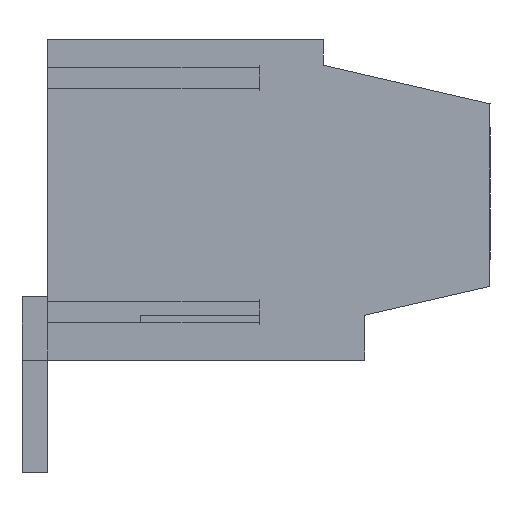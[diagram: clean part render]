
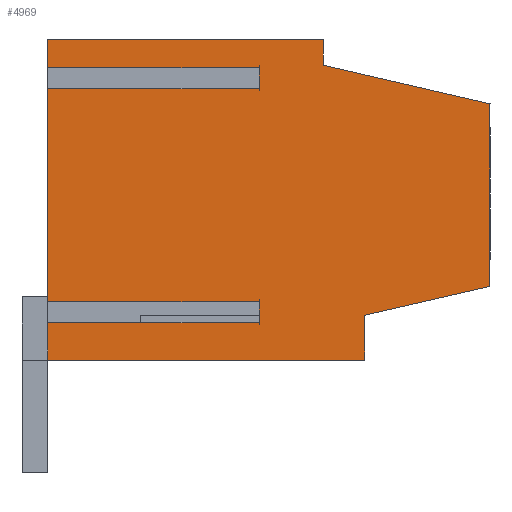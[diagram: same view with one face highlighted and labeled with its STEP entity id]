
A CAD part, left-side view. The second image highlights one B-rep face of the part: STEP entity #4969.
In plain terms, the highlighted planar face has unit normal (-1, 0, 0).
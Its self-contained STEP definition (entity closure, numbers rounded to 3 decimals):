
#4906=AXIS2_PLACEMENT_3D('Plane Axis2P3D',#4903,#4904,#4905) ;
#3964=CARTESIAN_POINT('Vertex',(0.,13.8,3.5)) ;
#3967=CARTESIAN_POINT('Line Origine',(0.,13.8,4.088)) ;
#3971=CARTESIAN_POINT('Vertex',(0.,13.8,4.675)) ;
#3992=CARTESIAN_POINT('Vertex',(0.,13.8,5.325)) ;
#3995=CARTESIAN_POINT('Line Origine',(0.,13.8,8.65)) ;
#3999=CARTESIAN_POINT('Vertex',(0.,13.8,11.975)) ;
#4020=CARTESIAN_POINT('Vertex',(0.,13.8,12.625)) ;
#4023=CARTESIAN_POINT('Line Origine',(0.,13.8,13.062)) ;
#4027=CARTESIAN_POINT('Vertex',(0.,13.8,13.5)) ;
#4456=CARTESIAN_POINT('Line Origine',(0.,9.5,13.5)) ;
#4460=CARTESIAN_POINT('Vertex',(0.,5.2,13.5)) ;
#4549=CARTESIAN_POINT('Line Origine',(0.,5.2,13.1)) ;
#4553=CARTESIAN_POINT('Vertex',(0.,5.2,12.7)) ;
#4574=CARTESIAN_POINT('Line Origine',(0.,2.6,12.1)) ;
#4578=CARTESIAN_POINT('Vertex',(0.,0.,11.499)) ;
#4599=CARTESIAN_POINT('Line Origine',(0.,0.,8.65)) ;
#4603=CARTESIAN_POINT('Vertex',(0.,0.,5.8)) ;
#4660=CARTESIAN_POINT('Line Origine',(0.,1.95,5.35)) ;
#4664=CARTESIAN_POINT('Vertex',(0.,3.9,4.9)) ;
#4795=CARTESIAN_POINT('Vertex',(0.,3.9,3.5)) ;
#4798=CARTESIAN_POINT('Line Origine',(0.,8.85,3.5)) ;
#4903=CARTESIAN_POINT('Axis2P3D Location',(0.,14.6,0.)) ;
#4908=CARTESIAN_POINT('Line Origine',(0.,10.5,5.325)) ;
#4912=CARTESIAN_POINT('Vertex',(0.,7.2,5.325)) ;
#4915=CARTESIAN_POINT('Line Origine',(0.,7.2,5.)) ;
#4919=CARTESIAN_POINT('Vertex',(0.,7.2,4.675)) ;
#4922=CARTESIAN_POINT('Line Origine',(0.,10.5,4.675)) ;
#4927=CARTESIAN_POINT('Line Origine',(0.,3.9,4.2)) ;
#4932=CARTESIAN_POINT('Line Origine',(0.,10.5,12.625)) ;
#4936=CARTESIAN_POINT('Vertex',(0.,7.2,12.625)) ;
#4939=CARTESIAN_POINT('Line Origine',(0.,7.2,12.3)) ;
#4943=CARTESIAN_POINT('Vertex',(0.,7.2,11.975)) ;
#4946=CARTESIAN_POINT('Line Origine',(0.,10.5,11.975)) ;
#3968=DIRECTION('Vector Direction',(0.,0.,-1.)) ;
#3996=DIRECTION('Vector Direction',(0.,0.,-1.)) ;
#4024=DIRECTION('Vector Direction',(0.,0.,-1.)) ;
#4457=DIRECTION('Vector Direction',(0.,1.,0.)) ;
#4550=DIRECTION('Vector Direction',(0.,0.,1.)) ;
#4575=DIRECTION('Vector Direction',(0.,0.974,0.225)) ;
#4600=DIRECTION('Vector Direction',(0.,0.,1.)) ;
#4661=DIRECTION('Vector Direction',(0.,-0.974,0.225)) ;
#4799=DIRECTION('Vector Direction',(0.,-1.,0.)) ;
#4904=DIRECTION('Axis2P3D Direction',(-1.,0.,0.)) ;
#4905=DIRECTION('Axis2P3D XDirection',(0.,-1.,0.)) ;
#4909=DIRECTION('Vector Direction',(0.,-1.,0.)) ;
#4916=DIRECTION('Vector Direction',(0.,0.,-1.)) ;
#4923=DIRECTION('Vector Direction',(0.,-1.,0.)) ;
#4928=DIRECTION('Vector Direction',(0.,0.,1.)) ;
#4933=DIRECTION('Vector Direction',(0.,-1.,0.)) ;
#4940=DIRECTION('Vector Direction',(0.,0.,-1.)) ;
#4947=DIRECTION('Vector Direction',(0.,-1.,0.)) ;
#3969=VECTOR('Line Direction',#3968,1.) ;
#3997=VECTOR('Line Direction',#3996,1.) ;
#4025=VECTOR('Line Direction',#4024,1.) ;
#4458=VECTOR('Line Direction',#4457,1.) ;
#4551=VECTOR('Line Direction',#4550,1.) ;
#4576=VECTOR('Line Direction',#4575,1.) ;
#4601=VECTOR('Line Direction',#4600,1.) ;
#4662=VECTOR('Line Direction',#4661,1.) ;
#4800=VECTOR('Line Direction',#4799,1.) ;
#4910=VECTOR('Line Direction',#4909,1.) ;
#4917=VECTOR('Line Direction',#4916,1.) ;
#4924=VECTOR('Line Direction',#4923,1.) ;
#4929=VECTOR('Line Direction',#4928,1.) ;
#4934=VECTOR('Line Direction',#4933,1.) ;
#4941=VECTOR('Line Direction',#4940,1.) ;
#4948=VECTOR('Line Direction',#4947,1.) ;
#4952=ORIENTED_EDGE('',*,*,#4001,.T.) ;
#4953=ORIENTED_EDGE('',*,*,#4914,.T.) ;
#4954=ORIENTED_EDGE('',*,*,#4921,.T.) ;
#4955=ORIENTED_EDGE('',*,*,#4926,.F.) ;
#4956=ORIENTED_EDGE('',*,*,#3973,.T.) ;
#4957=ORIENTED_EDGE('',*,*,#4802,.T.) ;
#4958=ORIENTED_EDGE('',*,*,#4931,.T.) ;
#4959=ORIENTED_EDGE('',*,*,#4666,.T.) ;
#4960=ORIENTED_EDGE('',*,*,#4605,.T.) ;
#4961=ORIENTED_EDGE('',*,*,#4580,.T.) ;
#4962=ORIENTED_EDGE('',*,*,#4555,.T.) ;
#4963=ORIENTED_EDGE('',*,*,#4462,.T.) ;
#4964=ORIENTED_EDGE('',*,*,#4029,.T.) ;
#4965=ORIENTED_EDGE('',*,*,#4938,.T.) ;
#4966=ORIENTED_EDGE('',*,*,#4945,.T.) ;
#4967=ORIENTED_EDGE('',*,*,#4950,.F.) ;
#4969=ADVANCED_FACE('HOUSING',(#4968),#4907,.T.) ;
#3973=EDGE_CURVE('',#3972,#3965,#3970,.T.) ;
#4001=EDGE_CURVE('',#4000,#3993,#3998,.T.) ;
#4029=EDGE_CURVE('',#4028,#4021,#4026,.T.) ;
#4462=EDGE_CURVE('',#4461,#4028,#4459,.T.) ;
#4555=EDGE_CURVE('',#4554,#4461,#4552,.T.) ;
#4580=EDGE_CURVE('',#4579,#4554,#4577,.T.) ;
#4605=EDGE_CURVE('',#4604,#4579,#4602,.T.) ;
#4666=EDGE_CURVE('',#4665,#4604,#4663,.T.) ;
#4802=EDGE_CURVE('',#3965,#4796,#4801,.T.) ;
#4914=EDGE_CURVE('',#3993,#4913,#4911,.T.) ;
#4921=EDGE_CURVE('',#4913,#4920,#4918,.T.) ;
#4926=EDGE_CURVE('',#3972,#4920,#4925,.T.) ;
#4931=EDGE_CURVE('',#4796,#4665,#4930,.T.) ;
#4938=EDGE_CURVE('',#4021,#4937,#4935,.T.) ;
#4945=EDGE_CURVE('',#4937,#4944,#4942,.T.) ;
#4950=EDGE_CURVE('',#4000,#4944,#4949,.T.) ;
#4951=EDGE_LOOP('',(#4952,#4953,#4954,#4955,#4956,#4957,#4958,#4959,#4960,#4961,#4962,#4963,#4964,#4965,#4966,#4967)) ;
#4968=FACE_OUTER_BOUND('',#4951,.T.) ;
#3970=LINE('Line',#3967,#3969) ;
#3998=LINE('Line',#3995,#3997) ;
#4026=LINE('Line',#4023,#4025) ;
#4459=LINE('Line',#4456,#4458) ;
#4552=LINE('Line',#4549,#4551) ;
#4577=LINE('Line',#4574,#4576) ;
#4602=LINE('Line',#4599,#4601) ;
#4663=LINE('Line',#4660,#4662) ;
#4801=LINE('Line',#4798,#4800) ;
#4911=LINE('Line',#4908,#4910) ;
#4918=LINE('Line',#4915,#4917) ;
#4925=LINE('Line',#4922,#4924) ;
#4930=LINE('Line',#4927,#4929) ;
#4935=LINE('Line',#4932,#4934) ;
#4942=LINE('Line',#4939,#4941) ;
#4949=LINE('Line',#4946,#4948) ;
#4907=PLANE('',#4906) ;
#3965=VERTEX_POINT('',#3964) ;
#3972=VERTEX_POINT('',#3971) ;
#3993=VERTEX_POINT('',#3992) ;
#4000=VERTEX_POINT('',#3999) ;
#4021=VERTEX_POINT('',#4020) ;
#4028=VERTEX_POINT('',#4027) ;
#4461=VERTEX_POINT('',#4460) ;
#4554=VERTEX_POINT('',#4553) ;
#4579=VERTEX_POINT('',#4578) ;
#4604=VERTEX_POINT('',#4603) ;
#4665=VERTEX_POINT('',#4664) ;
#4796=VERTEX_POINT('',#4795) ;
#4913=VERTEX_POINT('',#4912) ;
#4920=VERTEX_POINT('',#4919) ;
#4937=VERTEX_POINT('',#4936) ;
#4944=VERTEX_POINT('',#4943) ;
